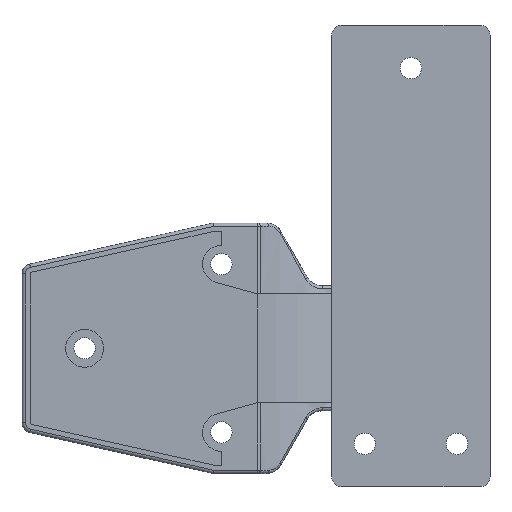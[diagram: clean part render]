
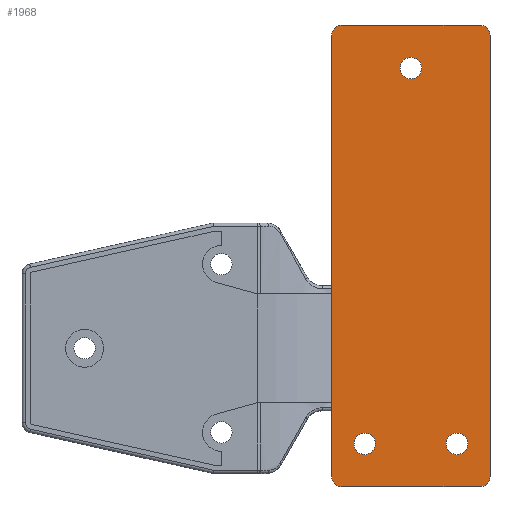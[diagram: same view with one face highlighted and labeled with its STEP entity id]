
A CAD part, front view. The second image highlights one B-rep face of the part: STEP entity #1968.
In plain terms, the highlighted planar face has unit normal (0, -1, 0).
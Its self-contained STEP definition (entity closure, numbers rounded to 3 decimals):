
#134 = CIRCLE ( 'NONE', #2978, 3. ) ;
#234 = DIRECTION ( 'NONE',  ( 0., 0., 1. ) ) ;
#419 = VECTOR ( 'NONE', #2251, 1000. ) ;
#430 = CIRCLE ( 'NONE', #3947, 3.25 ) ;
#544 = ORIENTED_EDGE ( 'NONE', *, *, #2991, .F. ) ;
#661 = ORIENTED_EDGE ( 'NONE', *, *, #9809, .F. ) ;
#667 = LINE ( 'NONE', #3322, #419 ) ;
#874 = CARTESIAN_POINT ( 'NONE',  ( 14., -33., -25.75 ) ) ;
#902 = CIRCLE ( 'NONE', #10062, 3. ) ;
#957 = VERTEX_POINT ( 'NONE', #1168 ) ;
#1107 = ORIENTED_EDGE ( 'NONE', *, *, #7960, .T. ) ;
#1168 = CARTESIAN_POINT ( 'NONE',  ( 21., -33., -42. ) ) ;
#1251 = EDGE_CURVE ( 'NONE', #5120, #6003, #4261, .T. ) ;
#1275 = DIRECTION ( 'NONE',  ( 0., 0., 1. ) ) ;
#1679 = CARTESIAN_POINT ( 'NONE',  ( -14., -33., -29. ) ) ;
#1683 = VECTOR ( 'NONE', #1275, 1000. ) ;
#1690 = DIRECTION ( 'NONE',  ( 0., 0., -1. ) ) ;
#1809 = VERTEX_POINT ( 'NONE', #6627 ) ;
#1846 = EDGE_LOOP ( 'NONE', ( #7796, #3109 ) ) ;
#1863 = DIRECTION ( 'NONE',  ( 0., 0., -1. ) ) ;
#1908 = LINE ( 'NONE', #4948, #5620 ) ;
#1968 = ADVANCED_FACE ( 'NONE', ( #9136, #8867, #6751, #4606 ), #2020, .T. ) ;
#2020 = PLANE ( 'NONE',  #2970 ) ;
#2158 = EDGE_LOOP ( 'NONE', ( #6496, #7538 ) ) ;
#2159 = ORIENTED_EDGE ( 'NONE', *, *, #2362, .T. ) ;
#2173 = AXIS2_PLACEMENT_3D ( 'NONE', #1679, #7257, #2470 ) ;
#2207 = DIRECTION ( 'NONE',  ( 0., -1., 0. ) ) ;
#2251 = DIRECTION ( 'NONE',  ( 1., 0., 0. ) ) ;
#2266 = CIRCLE ( 'NONE', #6500, 3. ) ;
#2306 = CARTESIAN_POINT ( 'NONE',  ( -14., -33., -29. ) ) ;
#2362 = EDGE_CURVE ( 'NONE', #3407, #1809, #3735, .T. ) ;
#2382 = VERTEX_POINT ( 'NONE', #8225 ) ;
#2470 = DIRECTION ( 'NONE',  ( 0., 0., -1. ) ) ;
#2482 = DIRECTION ( 'NONE',  ( 0., -1., 0. ) ) ;
#2556 = VERTEX_POINT ( 'NONE', #3736 ) ;
#2589 = EDGE_CURVE ( 'NONE', #2755, #957, #667, .T. ) ;
#2670 = DIRECTION ( 'NONE',  ( 0., -1., 0. ) ) ;
#2755 = VERTEX_POINT ( 'NONE', #4100 ) ;
#2870 = CARTESIAN_POINT ( 'NONE',  ( -14., -33., -32.25 ) ) ;
#2962 = AXIS2_PLACEMENT_3D ( 'NONE', #4671, #10270, #5475 ) ;
#2970 = AXIS2_PLACEMENT_3D ( 'NONE', #5250, #7465, #7358 ) ;
#2978 = AXIS2_PLACEMENT_3D ( 'NONE', #8211, #3440, #9029 ) ;
#2988 = ORIENTED_EDGE ( 'NONE', *, *, #8293, .T. ) ;
#2991 = EDGE_CURVE ( 'NONE', #8912, #10119, #7723, .T. ) ;
#3034 = CARTESIAN_POINT ( 'NONE',  ( -21., -33., -39. ) ) ;
#3057 = ORIENTED_EDGE ( 'NONE', *, *, #7522, .T. ) ;
#3107 = DIRECTION ( 'NONE',  ( 0., 0., -1. ) ) ;
#3109 = ORIENTED_EDGE ( 'NONE', *, *, #1251, .F. ) ;
#3183 = CARTESIAN_POINT ( 'NONE',  ( 24., -33., 95. ) ) ;
#3304 = ORIENTED_EDGE ( 'NONE', *, *, #4351, .T. ) ;
#3322 = CARTESIAN_POINT ( 'NONE',  ( 24., -33., -42. ) ) ;
#3397 = DIRECTION ( 'NONE',  ( 0., -1., 0. ) ) ;
#3407 = VERTEX_POINT ( 'NONE', #3183 ) ;
#3440 = DIRECTION ( 'NONE',  ( 0., -1., 0. ) ) ;
#3735 = CIRCLE ( 'NONE', #5426, 3. ) ;
#3736 = CARTESIAN_POINT ( 'NONE',  ( -24., -33., -39. ) ) ;
#3821 = DIRECTION ( 'NONE',  ( 0., 0., -1. ) ) ;
#3857 = EDGE_LOOP ( 'NONE', ( #8164, #1107, #4740, #3304, #2988, #2159, #661, #3057 ) ) ;
#3947 = AXIS2_PLACEMENT_3D ( 'NONE', #2306, #7881, #3107 ) ;
#3961 = DIRECTION ( 'NONE',  ( 1., 0., 0. ) ) ;
#4100 = CARTESIAN_POINT ( 'NONE',  ( -21., -33., -42. ) ) ;
#4174 = CARTESIAN_POINT ( 'NONE',  ( 0., -33., 88.25 ) ) ;
#4261 = CIRCLE ( 'NONE', #10179, 3.25 ) ;
#4351 = EDGE_CURVE ( 'NONE', #957, #4708, #134, .T. ) ;
#4422 = DIRECTION ( 'NONE',  ( 0., -1., 0. ) ) ;
#4606 = FACE_OUTER_BOUND ( 'NONE', #3857, .T. ) ;
#4671 = CARTESIAN_POINT ( 'NONE',  ( 14., -33., -29. ) ) ;
#4708 = VERTEX_POINT ( 'NONE', #9839 ) ;
#4740 = ORIENTED_EDGE ( 'NONE', *, *, #2589, .T. ) ;
#4948 = CARTESIAN_POINT ( 'NONE',  ( -24., -33., -42. ) ) ;
#5120 = VERTEX_POINT ( 'NONE', #10074 ) ;
#5250 = CARTESIAN_POINT ( 'NONE',  ( 24., -33., -42. ) ) ;
#5272 = CARTESIAN_POINT ( 'NONE',  ( 14., -33., -32.25 ) ) ;
#5287 = ORIENTED_EDGE ( 'NONE', *, *, #10194, .F. ) ;
#5426 = AXIS2_PLACEMENT_3D ( 'NONE', #6582, #2482, #1690 ) ;
#5475 = DIRECTION ( 'NONE',  ( 0., 0., -1. ) ) ;
#5551 = CARTESIAN_POINT ( 'NONE',  ( 24., -33., 98. ) ) ;
#5620 = VECTOR ( 'NONE', #234, 1000. ) ;
#6003 = VERTEX_POINT ( 'NONE', #4174 ) ;
#6042 = VERTEX_POINT ( 'NONE', #9058 ) ;
#6047 = CARTESIAN_POINT ( 'NONE',  ( 24., -33., -42. ) ) ;
#6306 = CARTESIAN_POINT ( 'NONE',  ( -24., -33., 95. ) ) ;
#6496 = ORIENTED_EDGE ( 'NONE', *, *, #8115, .F. ) ;
#6500 = AXIS2_PLACEMENT_3D ( 'NONE', #6988, #2207, #7786 ) ;
#6582 = CARTESIAN_POINT ( 'NONE',  ( 21., -33., 95. ) ) ;
#6627 = CARTESIAN_POINT ( 'NONE',  ( 21., -33., 98. ) ) ;
#6668 = VERTEX_POINT ( 'NONE', #2870 ) ;
#6751 = FACE_BOUND ( 'NONE', #7311, .T. ) ;
#6824 = VERTEX_POINT ( 'NONE', #6306 ) ;
#6854 = AXIS2_PLACEMENT_3D ( 'NONE', #9225, #4422, #10018 ) ;
#6927 = CIRCLE ( 'NONE', #2173, 3.25 ) ;
#6988 = CARTESIAN_POINT ( 'NONE',  ( -21., -33., 95. ) ) ;
#7213 = EDGE_CURVE ( 'NONE', #2556, #6824, #1908, .T. ) ;
#7257 = DIRECTION ( 'NONE',  ( 0., -1., 0. ) ) ;
#7311 = EDGE_LOOP ( 'NONE', ( #544, #5287 ) ) ;
#7358 = DIRECTION ( 'NONE',  ( 0., 0., -1. ) ) ;
#7465 = DIRECTION ( 'NONE',  ( 0., -1., 0. ) ) ;
#7520 = CIRCLE ( 'NONE', #2962, 3.25 ) ;
#7522 = EDGE_CURVE ( 'NONE', #6042, #6824, #2266, .T. ) ;
#7538 = ORIENTED_EDGE ( 'NONE', *, *, #7990, .F. ) ;
#7723 = CIRCLE ( 'NONE', #9324, 3.25 ) ;
#7743 = CIRCLE ( 'NONE', #6854, 3.25 ) ;
#7786 = DIRECTION ( 'NONE',  ( 0., 0., -1. ) ) ;
#7790 = LINE ( 'NONE', #6047, #1683 ) ;
#7796 = ORIENTED_EDGE ( 'NONE', *, *, #7873, .F. ) ;
#7873 = EDGE_CURVE ( 'NONE', #6003, #5120, #7743, .T. ) ;
#7881 = DIRECTION ( 'NONE',  ( 0., -1., 0. ) ) ;
#7960 = EDGE_CURVE ( 'NONE', #2556, #2755, #902, .T. ) ;
#7990 = EDGE_CURVE ( 'NONE', #6668, #2382, #430, .T. ) ;
#8115 = EDGE_CURVE ( 'NONE', #2382, #6668, #6927, .T. ) ;
#8164 = ORIENTED_EDGE ( 'NONE', *, *, #7213, .F. ) ;
#8176 = CARTESIAN_POINT ( 'NONE',  ( 14., -33., -29. ) ) ;
#8211 = CARTESIAN_POINT ( 'NONE',  ( 21., -33., -39. ) ) ;
#8225 = CARTESIAN_POINT ( 'NONE',  ( -14., -33., -25.75 ) ) ;
#8293 = EDGE_CURVE ( 'NONE', #4708, #3407, #7790, .T. ) ;
#8616 = DIRECTION ( 'NONE',  ( 0., -1., 0. ) ) ;
#8641 = LINE ( 'NONE', #5551, #10017 ) ;
#8867 = FACE_BOUND ( 'NONE', #2158, .T. ) ;
#8912 = VERTEX_POINT ( 'NONE', #874 ) ;
#8981 = DIRECTION ( 'NONE',  ( 0., 0., -1. ) ) ;
#9029 = DIRECTION ( 'NONE',  ( 0., 0., -1. ) ) ;
#9058 = CARTESIAN_POINT ( 'NONE',  ( -21., -33., 98. ) ) ;
#9136 = FACE_BOUND ( 'NONE', #1846, .T. ) ;
#9225 = CARTESIAN_POINT ( 'NONE',  ( 0., -33., 85. ) ) ;
#9324 = AXIS2_PLACEMENT_3D ( 'NONE', #8176, #3397, #8981 ) ;
#9809 = EDGE_CURVE ( 'NONE', #6042, #1809, #8641, .T. ) ;
#9814 = CARTESIAN_POINT ( 'NONE',  ( 0., -33., 85. ) ) ;
#9839 = CARTESIAN_POINT ( 'NONE',  ( 24., -33., -39. ) ) ;
#10017 = VECTOR ( 'NONE', #3961, 1000. ) ;
#10018 = DIRECTION ( 'NONE',  ( 0., 0., -1. ) ) ;
#10062 = AXIS2_PLACEMENT_3D ( 'NONE', #3034, #8616, #3821 ) ;
#10074 = CARTESIAN_POINT ( 'NONE',  ( 0., -33., 81.75 ) ) ;
#10119 = VERTEX_POINT ( 'NONE', #5272 ) ;
#10179 = AXIS2_PLACEMENT_3D ( 'NONE', #9814, #2670, #1863 ) ;
#10194 = EDGE_CURVE ( 'NONE', #10119, #8912, #7520, .T. ) ;
#10270 = DIRECTION ( 'NONE',  ( 0., -1., 0. ) ) ;
